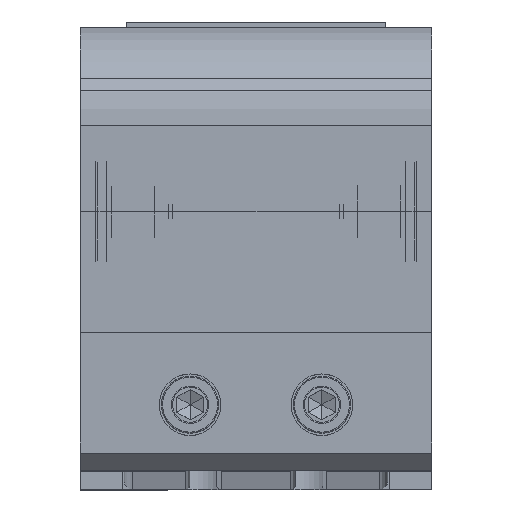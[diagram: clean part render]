
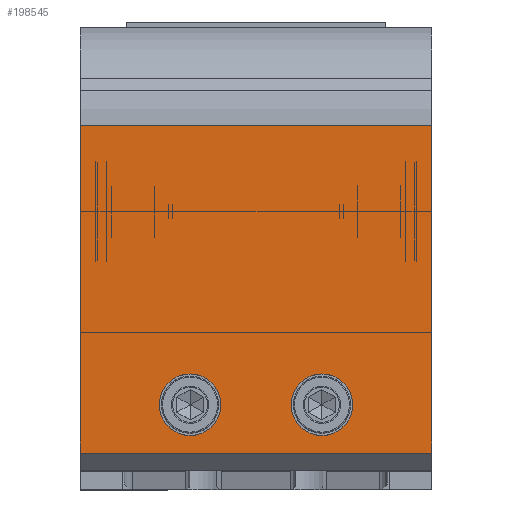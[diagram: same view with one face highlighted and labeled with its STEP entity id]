
A CAD part, top view. The second image highlights one B-rep face of the part: STEP entity #198545.
In plain terms, the highlighted planar face has unit normal (0, 0, 1).
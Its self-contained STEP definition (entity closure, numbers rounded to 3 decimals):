
#5004 = VECTOR ( 'NONE', #104539, 1000. ) ;
#8017 = DIRECTION ( 'NONE',  ( 1., 0., 0. ) ) ;
#10890 = CARTESIAN_POINT ( 'NONE',  ( 130.798, 174.238, 570.351 ) ) ;
#21150 = EDGE_CURVE ( 'NONE', #209060, #144059, #175780, .T. ) ;
#23777 = LINE ( 'NONE', #100508, #167536 ) ;
#25450 = DIRECTION ( 'NONE',  ( 0., 0., 1. ) ) ;
#26538 = EDGE_CURVE ( 'NONE', #144059, #209060, #228223, .T. ) ;
#34407 = FACE_BOUND ( 'NONE', #125340, .T. ) ;
#35766 = DIRECTION ( 'NONE',  ( 1., 0., 0. ) ) ;
#38257 = LINE ( 'NONE', #76096, #73139 ) ;
#43940 = DIRECTION ( 'NONE',  ( -1., 0., 0. ) ) ;
#45568 = AXIS2_PLACEMENT_3D ( 'NONE', #160486, #203124, #8017 ) ;
#53392 = ORIENTED_EDGE ( 'NONE', *, *, #95071, .F. ) ;
#73139 = VECTOR ( 'NONE', #35766, 1000. ) ;
#76096 = CARTESIAN_POINT ( 'NONE',  ( 185.798, 163.238, 570.351 ) ) ;
#76309 = VERTEX_POINT ( 'NONE', #192995 ) ;
#76506 = ORIENTED_EDGE ( 'NONE', *, *, #118688, .F. ) ;
#80900 = EDGE_CURVE ( 'NONE', #212804, #134605, #84559, .T. ) ;
#81274 = EDGE_CURVE ( 'NONE', #76309, #157384, #224878, .T. ) ;
#84559 = LINE ( 'NONE', #220518, #5004 ) ;
#85966 = DIRECTION ( 'NONE',  ( 1., 0., 0. ) ) ;
#91469 = ORIENTED_EDGE ( 'NONE', *, *, #21150, .F. ) ;
#91482 = AXIS2_PLACEMENT_3D ( 'NONE', #221217, #124200, #146981 ) ;
#93024 = VECTOR ( 'NONE', #205952, 1000. ) ;
#94173 = EDGE_LOOP ( 'NONE', ( #76506, #53392 ) ) ;
#95071 = EDGE_CURVE ( 'NONE', #142586, #111017, #198380, .T. ) ;
#97197 = ORIENTED_EDGE ( 'NONE', *, *, #104834, .T. ) ;
#100508 = CARTESIAN_POINT ( 'NONE',  ( 185.798, 237.738, 570.351 ) ) ;
#103592 = AXIS2_PLACEMENT_3D ( 'NONE', #220692, #25450, #85966 ) ;
#104539 = DIRECTION ( 'NONE',  ( 0., -1., 0. ) ) ;
#104834 = EDGE_CURVE ( 'NONE', #212804, #76309, #23777, .T. ) ;
#105863 = ORIENTED_EDGE ( 'NONE', *, *, #80900, .F. ) ;
#111017 = VERTEX_POINT ( 'NONE', #192902 ) ;
#111171 = CARTESIAN_POINT ( 'NONE',  ( 185.798, 159.238, 570.351 ) ) ;
#111948 = ORIENTED_EDGE ( 'NONE', *, *, #26538, .F. ) ;
#112389 = FACE_OUTER_BOUND ( 'NONE', #206596, .T. ) ;
#118688 = EDGE_CURVE ( 'NONE', #111017, #142586, #200051, .T. ) ;
#120098 = CARTESIAN_POINT ( 'NONE',  ( 185.798, 163.238, 570.351 ) ) ;
#124200 = DIRECTION ( 'NONE',  ( 0., 0., 1. ) ) ;
#125340 = EDGE_LOOP ( 'NONE', ( #91469, #111948 ) ) ;
#127637 = PLANE ( 'NONE',  #196764 ) ;
#134605 = VERTEX_POINT ( 'NONE', #120098 ) ;
#135251 = CARTESIAN_POINT ( 'NONE',  ( 105.798, 163.238, 570.351 ) ) ;
#142586 = VERTEX_POINT ( 'NONE', #192730 ) ;
#144059 = VERTEX_POINT ( 'NONE', #161588 ) ;
#146691 = DIRECTION ( 'NONE',  ( -1., 0., 0. ) ) ;
#146981 = DIRECTION ( 'NONE',  ( 1., 0., 0. ) ) ;
#157384 = VERTEX_POINT ( 'NONE', #135251 ) ;
#160486 = CARTESIAN_POINT ( 'NONE',  ( 160.798, 174.238, 570.351 ) ) ;
#161588 = CARTESIAN_POINT ( 'NONE',  ( 123.798, 174.238, 570.351 ) ) ;
#167536 = VECTOR ( 'NONE', #43940, 1000. ) ;
#169701 = ORIENTED_EDGE ( 'NONE', *, *, #219184, .T. ) ;
#174021 = CARTESIAN_POINT ( 'NONE',  ( 185.798, 237.738, 570.351 ) ) ;
#175780 = CIRCLE ( 'NONE', #231896, 7. ) ;
#185981 = DIRECTION ( 'NONE',  ( 0., 0., 1. ) ) ;
#189412 = DIRECTION ( 'NONE',  ( 0., 0., -1. ) ) ;
#192730 = CARTESIAN_POINT ( 'NONE',  ( 153.798, 174.238, 570.351 ) ) ;
#192902 = CARTESIAN_POINT ( 'NONE',  ( 167.798, 174.238, 570.351 ) ) ;
#192995 = CARTESIAN_POINT ( 'NONE',  ( 105.798, 237.738, 570.351 ) ) ;
#196764 = AXIS2_PLACEMENT_3D ( 'NONE', #111171, #189412, #146691 ) ;
#198380 = CIRCLE ( 'NONE', #45568, 7. ) ;
#198545 = ADVANCED_FACE ( 'NONE', ( #34407, #246013, #112389 ), #127637, .F. ) ;
#200051 = CIRCLE ( 'NONE', #91482, 7. ) ;
#200606 = CARTESIAN_POINT ( 'NONE',  ( 137.798, 174.238, 570.351 ) ) ;
#203124 = DIRECTION ( 'NONE',  ( 0., 0., 1. ) ) ;
#204732 = ORIENTED_EDGE ( 'NONE', *, *, #81274, .T. ) ;
#205952 = DIRECTION ( 'NONE',  ( 0., -1., 0. ) ) ;
#206013 = DIRECTION ( 'NONE',  ( 1., 0., 0. ) ) ;
#206596 = EDGE_LOOP ( 'NONE', ( #204732, #169701, #105863, #97197 ) ) ;
#209060 = VERTEX_POINT ( 'NONE', #200606 ) ;
#212804 = VERTEX_POINT ( 'NONE', #174021 ) ;
#219184 = EDGE_CURVE ( 'NONE', #157384, #134605, #38257, .T. ) ;
#220518 = CARTESIAN_POINT ( 'NONE',  ( 185.798, 159.238, 570.351 ) ) ;
#220692 = CARTESIAN_POINT ( 'NONE',  ( 130.798, 174.238, 570.351 ) ) ;
#221217 = CARTESIAN_POINT ( 'NONE',  ( 160.798, 174.238, 570.351 ) ) ;
#222418 = CARTESIAN_POINT ( 'NONE',  ( 105.798, 159.238, 570.351 ) ) ;
#224878 = LINE ( 'NONE', #222418, #93024 ) ;
#228223 = CIRCLE ( 'NONE', #103592, 7. ) ;
#231896 = AXIS2_PLACEMENT_3D ( 'NONE', #10890, #185981, #206013 ) ;
#246013 = FACE_BOUND ( 'NONE', #94173, .T. ) ;
